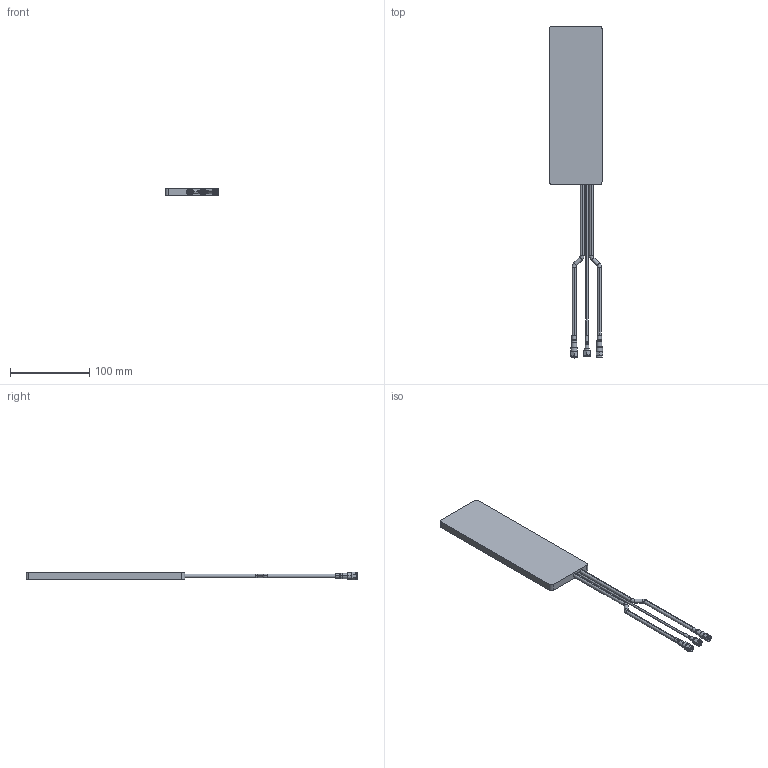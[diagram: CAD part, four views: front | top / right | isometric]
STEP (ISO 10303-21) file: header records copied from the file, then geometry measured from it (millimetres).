
FILE_DESCRIPTION (( 'STEP AP214' ), '1' );
FILE_NAME ('MA230.STEP', '2018-05-22T09:47:56', ( '' ), ( '' ), 'SwSTEP 2.0', 'SolidWorks 2017', '' );
FILE_SCHEMA (( 'AUTOMOTIVE_DESIGN' ));
Length unit declared in the file: millimetre
Products named in the file (10): p1; SMA_M_ST.stp; SMA-28980.ASM; SMA-28650.PRT; MA230.STEP; MA230.prt; MA230; 000113F000010A_HERCULES_HOUSING.PRT.1
Assembly tree (9 placements, depth 4):
  MA230
    MA230.STEP
      MA230.prt
    SMA_M_ST.stp
      SMA-28980.ASM
        SMA-28650.PRT
    p1
      p1
    000113F000010A_HERCULES_HOUSING.PRT.1
      000113F000010A_HERCULES_HOUSING.PRT.1
Bounding box: 67.19 x 419.51 x 9.28 mm (x, y, z)
Volume: 131473.1 mm3; surface area: 42083.4 mm2
Topology: 4 solids, 4 shells, 209 faces, 440 edges, 260 vertices
Faces by surface type: cylinder 60, bspline 56, plane 51, cone 36, torus 6
Entity records: 7683 total; most frequent: CARTESIAN_POINT 2270, DIRECTION 950, ORIENTED_EDGE 880, EDGE_CURVE 440, AXIS2_PLACEMENT_3D 412, VERTEX_POINT 260, CIRCLE 242, EDGE_LOOP 230
